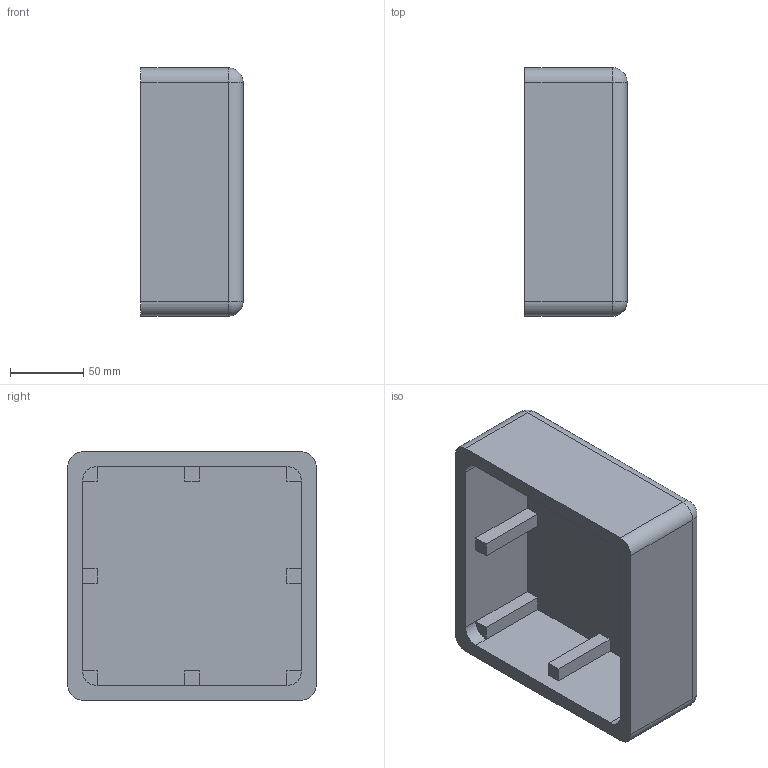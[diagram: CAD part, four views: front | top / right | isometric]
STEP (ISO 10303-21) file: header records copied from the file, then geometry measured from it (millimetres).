
FILE_DESCRIPTION(('STEP AP203'), '1');
FILE_NAME('Ìîäóëü òî ãäå ýëåêòðîíèêà', '', ('UNSPECIFIED'), ('UNSPECIFIED'), 'C3D Converter', 'C3D Toolkit', '');
FILE_SCHEMA(('CONFIG_CONTROL_DESIGN'));
Length unit declared in the file: millimetre
Bounding box: 70 x 170 x 170 mm (x, y, z)
Volume: 693926.2 mm3; surface area: 140965.5 mm2
Topology: 1 solids, 1 shells, 55 faces, 140 edges, 84 vertices
Faces by surface type: plane 39, cylinder 12, sphere 4
Entity records: 1634 total; most frequent: CARTESIAN_POINT 276, DIRECTION 272, ORIENTED_EDGE 272, EDGE_CURVE 136, LINE 112, VECTOR 112, VERTEX_POINT 84, AXIS2_PLACEMENT_3D 80
